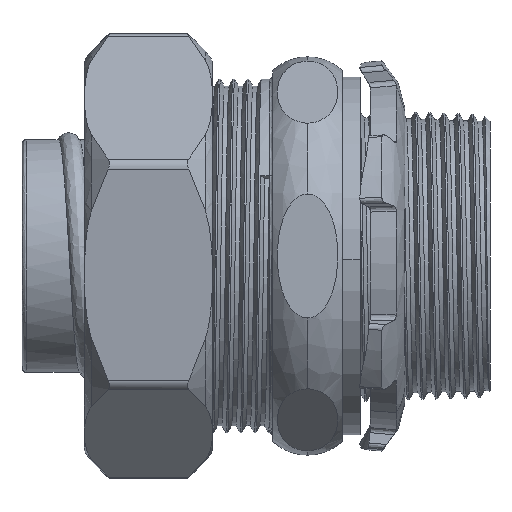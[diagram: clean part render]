
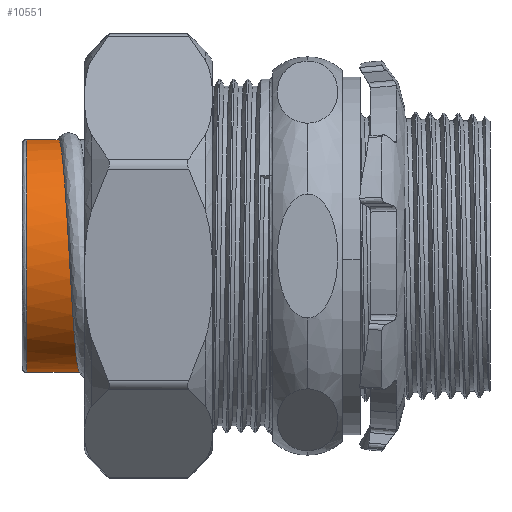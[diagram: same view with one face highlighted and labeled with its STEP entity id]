
A CAD part, front view. The second image highlights one B-rep face of the part: STEP entity #10551.
In plain terms, the highlighted cylindrical face has radius 13.005 mm (diameter 26.01 mm), a partial arc.
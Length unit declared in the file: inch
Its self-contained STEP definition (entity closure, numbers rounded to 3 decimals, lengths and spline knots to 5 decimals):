
#1615 = CARTESIAN_POINT ( 'NONE',  ( 0.79857, 0.512, 0. ) ) ;
#1935 = VERTEX_POINT ( 'NONE', #4956 ) ;
#2668 = LINE ( 'NONE', #43781, #20850 ) ;
#3224 = ORIENTED_EDGE ( 'NONE', *, *, #28506, .T. ) ;
#4495 = CYLINDRICAL_SURFACE ( 'NONE', #40579, 0.512 ) ;
#4956 = CARTESIAN_POINT ( 'NONE',  ( 0.84557, 0., 0.512 ) ) ;
#5013 = DIRECTION ( 'NONE',  ( -1., 0., 0. ) ) ;
#5094 = CARTESIAN_POINT ( 'NONE',  ( 0.78291, 0.44341, -0.256 ) ) ;
#6768 = CARTESIAN_POINT ( 'NONE',  ( 0.75157, 0., -0.512 ) ) ;
#8589 = CARTESIAN_POINT ( 'NONE',  ( 0.76724, 0.256, -0.44341 ) ) ;
#9327 = ORIENTED_EDGE ( 'NONE', *, *, #18854, .F. ) ;
#10551 = ADVANCED_FACE ( 'NONE', ( #44022 ), #4495, .T. ) ;
#11542 = DIRECTION ( 'NONE',  ( -1., 0., 0. ) ) ;
#11648 =( BOUNDED_CURVE ( )  B_SPLINE_CURVE ( 2, ( #11873, #32122, #39123, #18706, #42531, #22148, #1615, #25592, #5094, #28993, #8589, #32427, #12028 ),
 .UNSPECIFIED., .F., .T. ) 
 B_SPLINE_CURVE_WITH_KNOTS ( ( 3, 2, 2, 2, 2, 2, 3 ),
 ( 0., 0.00685, 0.0137, 0.02055, 0.0274, 0.03425, 0.0411 ),
 .UNSPECIFIED. ) 
 CURVE ( )  GEOMETRIC_REPRESENTATION_ITEM ( )  RATIONAL_B_SPLINE_CURVE ( ( 1., 0.966, 1., 0.966, 1., 0.966, 1., 0.966, 1., 0.966, 1., 0.966, 1. ) ) 
 REPRESENTATION_ITEM ( '' )  );
#11873 = CARTESIAN_POINT ( 'NONE',  ( 0.84557, 0., 0.512 ) ) ;
#12028 = CARTESIAN_POINT ( 'NONE',  ( 0.75157, 0., -0.512 ) ) ;
#14074 = EDGE_CURVE ( 'NONE', #1935, #30713, #11648, .T. ) ;
#14162 = EDGE_LOOP ( 'NONE', ( #3224, #17947, #31199, #9327 ) ) ;
#16359 = AXIS2_PLACEMENT_3D ( 'NONE', #31952, #11542, #35392 ) ;
#16955 = CARTESIAN_POINT ( 'NONE',  ( 0.98381, 0., 0.512 ) ) ;
#17947 = ORIENTED_EDGE ( 'NONE', *, *, #41934, .T. ) ;
#18706 = CARTESIAN_POINT ( 'NONE',  ( 0.82207, 0.37481, 0.37481 ) ) ;
#18854 = EDGE_CURVE ( 'NONE', #32957, #1935, #2668, .T. ) ;
#19334 = VECTOR ( 'NONE', #33581, 39.37008 ) ;
#20408 = LINE ( 'NONE', #23325, #19334 ) ;
#20850 = VECTOR ( 'NONE', #23401, 39.37008 ) ;
#22148 = CARTESIAN_POINT ( 'NONE',  ( 0.80641, 0.512, 0.13719 ) ) ;
#22216 = DIRECTION ( 'NONE',  ( 0., 0., 1. ) ) ;
#23323 = VERTEX_POINT ( 'NONE', #27350 ) ;
#23325 = CARTESIAN_POINT ( 'NONE',  ( 0., 0., -0.512 ) ) ;
#23401 = DIRECTION ( 'NONE',  ( -1., 0., 0. ) ) ;
#25592 = CARTESIAN_POINT ( 'NONE',  ( 0.79074, 0.512, -0.13719 ) ) ;
#27350 = CARTESIAN_POINT ( 'NONE',  ( 0.98381, 0., -0.512 ) ) ;
#28141 = CARTESIAN_POINT ( 'NONE',  ( 0., 0., 0. ) ) ;
#28506 = EDGE_CURVE ( 'NONE', #32957, #23323, #43797, .T. ) ;
#28993 = CARTESIAN_POINT ( 'NONE',  ( 0.77507, 0.37481, -0.37481 ) ) ;
#30713 = VERTEX_POINT ( 'NONE', #6768 ) ;
#31199 = ORIENTED_EDGE ( 'NONE', *, *, #14074, .F. ) ;
#31952 = CARTESIAN_POINT ( 'NONE',  ( 0.98381, 0., 0. ) ) ;
#32122 = CARTESIAN_POINT ( 'NONE',  ( 0.83774, 0.13719, 0.512 ) ) ;
#32427 = CARTESIAN_POINT ( 'NONE',  ( 0.75941, 0.13719, -0.512 ) ) ;
#32957 = VERTEX_POINT ( 'NONE', #16955 ) ;
#33581 = DIRECTION ( 'NONE',  ( -1., 0., 0. ) ) ;
#35392 = DIRECTION ( 'NONE',  ( 0., 0., 1. ) ) ;
#39123 = CARTESIAN_POINT ( 'NONE',  ( 0.82991, 0.256, 0.44341 ) ) ;
#40579 = AXIS2_PLACEMENT_3D ( 'NONE', #28141, #5013, #22216 ) ;
#41934 = EDGE_CURVE ( 'NONE', #23323, #30713, #20408, .T. ) ;
#42531 = CARTESIAN_POINT ( 'NONE',  ( 0.81424, 0.44341, 0.256 ) ) ;
#43781 = CARTESIAN_POINT ( 'NONE',  ( 0., 0., 0.512 ) ) ;
#43797 = CIRCLE ( 'NONE', #16359, 0.512 ) ;
#44022 = FACE_OUTER_BOUND ( 'NONE', #14162, .T. ) ;
